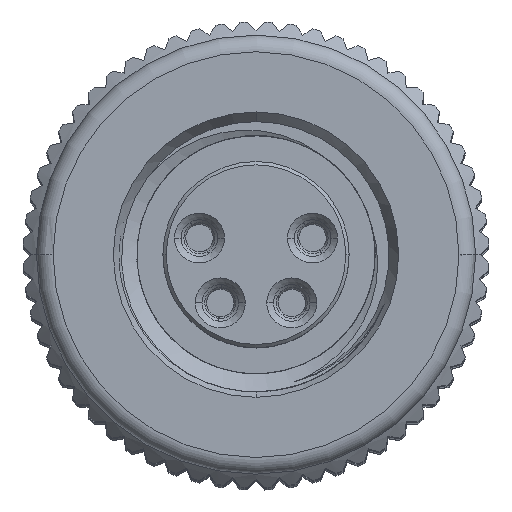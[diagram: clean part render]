
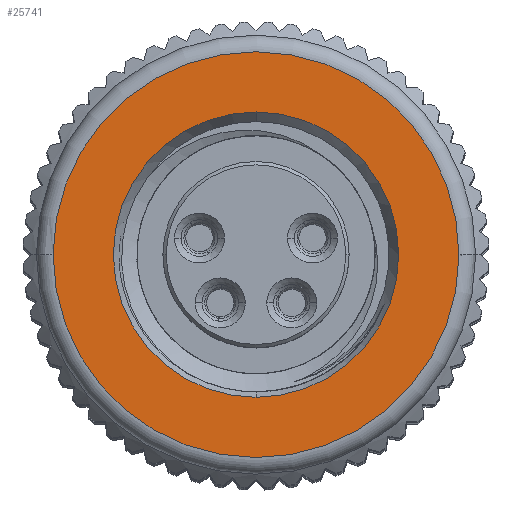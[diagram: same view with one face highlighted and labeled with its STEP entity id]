
A CAD part, top view. The second image highlights one B-rep face of the part: STEP entity #25741.
In plain terms, the highlighted planar face has unit normal (0, 0, 1).
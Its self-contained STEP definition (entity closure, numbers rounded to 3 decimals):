
#35=CARTESIAN_POINT('',(0.,0.,7.2));
#36=DIRECTION('',(0.,0.,-1.));
#37=DIRECTION('',(1.,-0.007,0.));
#38=AXIS2_PLACEMENT_3D('',#35,#36,#37);
#44=CARTESIAN_POINT('',(0.,0.,7.2));
#45=DIRECTION('',(0.,0.,-1.));
#46=DIRECTION('',(-1.,0.007,0.));
#47=AXIS2_PLACEMENT_3D('',#44,#45,#46);
#52=CARTESIAN_POINT('',(0.,0.,7.2));
#53=DIRECTION('',(0.,0.,1.));
#54=DIRECTION('',(0.,1.,0.));
#55=AXIS2_PLACEMENT_3D('',#52,#53,#54);
#60=CARTESIAN_POINT('',(0.,0.,7.2));
#61=DIRECTION('',(0.,0.,1.));
#62=DIRECTION('',(0.,-1.,0.));
#63=AXIS2_PLACEMENT_3D('',#60,#61,#62);
#68=CARTESIAN_POINT('',(0.,0.,7.2));
#69=DIRECTION('',(0.,0.,1.));
#70=DIRECTION('',(1.,-0.007,0.));
#71=AXIS2_PLACEMENT_3D('',#68,#69,#70);
#100=CARTESIAN_POINT('',(0.,0.,7.2));
#101=DIRECTION('',(0.,0.,1.));
#102=DIRECTION('',(-1.,0.007,0.));
#103=AXIS2_PLACEMENT_3D('',#100,#101,#102);
#23010=CARTESIAN_POINT('',(6.1,-0.043,7.2));
#23011=CARTESIAN_POINT('',(-6.1,0.,7.2));
#23012=VERTEX_POINT('',#23010);
#23013=VERTEX_POINT('',#23011);
#23014=CARTESIAN_POINT('',(6.1,0.,7.2));
#23015=VERTEX_POINT('',#23014);
#23016=CARTESIAN_POINT('',(-6.1,0.043,7.2));
#23017=VERTEX_POINT('',#23016);
#23018=CARTESIAN_POINT('',(0.,4.289,7.2));
#23019=CARTESIAN_POINT('',(0.,-4.289,7.2));
#23020=VERTEX_POINT('',#23018);
#23021=VERTEX_POINT('',#23019);
#25720=CARTESIAN_POINT('',(0.,0.,7.2));
#25721=DIRECTION('',(0.,0.,1.));
#25722=DIRECTION('',(1.,0.,0.));
#25723=AXIS2_PLACEMENT_3D('',#25720,#25721,#25722);
#25724=PLANE('',#25723);
#25726=ORIENTED_EDGE('',*,*,#25725,.F.);
#25728=ORIENTED_EDGE('',*,*,#25727,.T.);
#25730=ORIENTED_EDGE('',*,*,#25729,.F.);
#25732=ORIENTED_EDGE('',*,*,#25731,.T.);
#25733=EDGE_LOOP('',(#25726,#25728,#25730,#25732));
#25734=FACE_OUTER_BOUND('',#25733,.F.);
#25736=ORIENTED_EDGE('',*,*,#25735,.T.);
#25738=ORIENTED_EDGE('',*,*,#25737,.T.);
#25739=EDGE_LOOP('',(#25736,#25738));
#25740=FACE_BOUND('',#25739,.F.);
#39=CIRCLE('',#38,6.1);
#48=CIRCLE('',#47,6.1);
#56=CIRCLE('',#55,4.289);
#64=CIRCLE('',#63,4.289);
#72=CIRCLE('',#71,6.1);
#104=CIRCLE('',#103,6.1);
#25725=EDGE_CURVE('',#23012,#23015,#72,.T.);
#25727=EDGE_CURVE('',#23012,#23013,#39,.T.);
#25729=EDGE_CURVE('',#23017,#23013,#104,.T.);
#25731=EDGE_CURVE('',#23017,#23015,#48,.T.);
#25735=EDGE_CURVE('',#23020,#23021,#56,.T.);
#25737=EDGE_CURVE('',#23021,#23020,#64,.T.);
#25741=ADVANCED_FACE('',(#25734,#25740),#25724,.T.);
